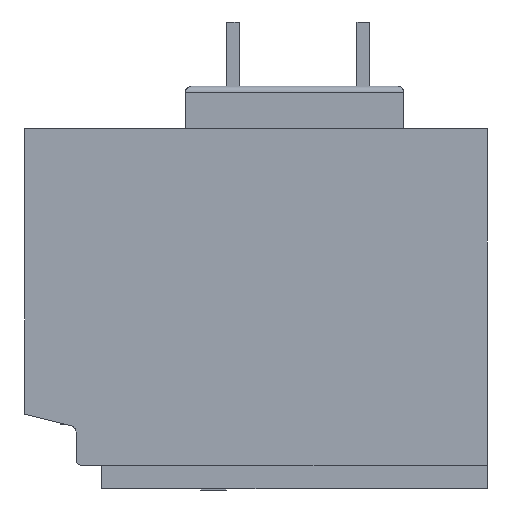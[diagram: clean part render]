
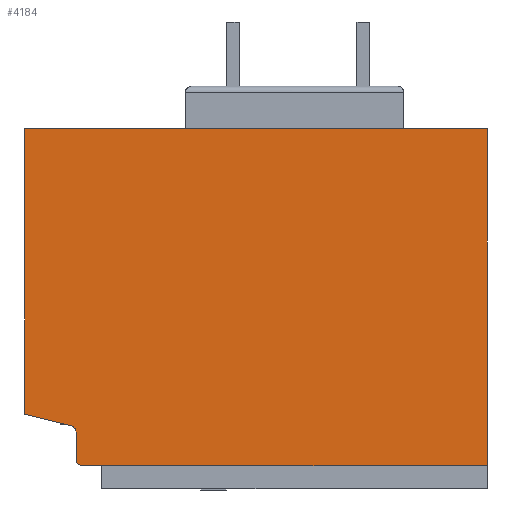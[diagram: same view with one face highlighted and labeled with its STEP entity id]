
A CAD part, left-side view. The second image highlights one B-rep face of the part: STEP entity #4184.
In plain terms, the highlighted planar face has unit normal (-1, 0, 0).
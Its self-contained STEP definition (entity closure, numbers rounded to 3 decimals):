
#78 = AXIS2_PLACEMENT_3D ( 'NONE', #2929, #5948, #9440 ) ;
#173 = VERTEX_POINT ( 'NONE', #10681 ) ;
#311 = CARTESIAN_POINT ( 'NONE',  ( -130., 135., 23. ) ) ;
#420 = ORIENTED_EDGE ( 'NONE', *, *, #768, .T. ) ;
#495 = DIRECTION ( 'NONE',  ( 1., 0., 0. ) ) ;
#665 = CIRCLE ( 'NONE', #78, 5. ) ;
#768 = EDGE_CURVE ( 'NONE', #3464, #173, #3076, .T. ) ;
#894 = EDGE_LOOP ( 'NONE', ( #420, #8682, #6793, #3718, #7437, #9531, #12118, #4681 ) ) ;
#1017 = DIRECTION ( 'NONE',  ( 0., 0., -1. ) ) ;
#1079 = LINE ( 'NONE', #3848, #1482 ) ;
#1222 = DIRECTION ( 'NONE',  ( 0., 0., -1. ) ) ;
#1266 = CIRCLE ( 'NONE', #3221, 5. ) ;
#1419 = LINE ( 'NONE', #5175, #4751 ) ;
#1482 = VECTOR ( 'NONE', #1017, 1000. ) ;
#1591 = CARTESIAN_POINT ( 'NONE',  ( -130., 135., 18. ) ) ;
#2203 = DIRECTION ( 'NONE',  ( 0., 0., -1. ) ) ;
#2238 = LINE ( 'NONE', #7835, #9452 ) ;
#2654 = DIRECTION ( 'NONE',  ( 0., -1., 0. ) ) ;
#2929 = CARTESIAN_POINT ( 'NONE',  ( -130., 145., 44.096 ) ) ;
#3076 = LINE ( 'NONE', #7698, #7346 ) ;
#3221 = AXIS2_PLACEMENT_3D ( 'NONE', #311, #495, #2203 ) ;
#3331 = VERTEX_POINT ( 'NONE', #11330 ) ;
#3453 = LINE ( 'NONE', #9110, #10943 ) ;
#3464 = VERTEX_POINT ( 'NONE', #6973 ) ;
#3523 = EDGE_CURVE ( 'NONE', #4121, #173, #2238, .T. ) ;
#3622 = FACE_OUTER_BOUND ( 'NONE', #894, .T. ) ;
#3691 = CARTESIAN_POINT ( 'NONE',  ( -130., -180., 280. ) ) ;
#3718 = ORIENTED_EDGE ( 'NONE', *, *, #4042, .F. ) ;
#3848 = CARTESIAN_POINT ( 'NONE',  ( -130., -180., 280. ) ) ;
#3904 = VECTOR ( 'NONE', #4360, 1000. ) ;
#4042 = EDGE_CURVE ( 'NONE', #4952, #4090, #1419, .T. ) ;
#4090 = VERTEX_POINT ( 'NONE', #7320 ) ;
#4121 = VERTEX_POINT ( 'NONE', #6401 ) ;
#4184 = ADVANCED_FACE ( 'NONE', ( #3622 ), #7386, .F. ) ;
#4360 = DIRECTION ( 'NONE',  ( 0., 1., 0. ) ) ;
#4681 = ORIENTED_EDGE ( 'NONE', *, *, #12043, .F. ) ;
#4751 = VECTOR ( 'NONE', #7997, 1000. ) ;
#4873 = EDGE_CURVE ( 'NONE', #4090, #4121, #665, .T. ) ;
#4952 = VERTEX_POINT ( 'NONE', #8955 ) ;
#5098 = LINE ( 'NONE', #1591, #3904 ) ;
#5175 = CARTESIAN_POINT ( 'NONE',  ( -130., 140., 44.096 ) ) ;
#5948 = DIRECTION ( 'NONE',  ( -1., 0., 0. ) ) ;
#6401 = CARTESIAN_POINT ( 'NONE',  ( -130., 143.787, 48.947 ) ) ;
#6793 = ORIENTED_EDGE ( 'NONE', *, *, #4873, .F. ) ;
#6973 = CARTESIAN_POINT ( 'NONE',  ( -130., 180., 280. ) ) ;
#7123 = AXIS2_PLACEMENT_3D ( 'NONE', #3691, #7444, #1222 ) ;
#7320 = CARTESIAN_POINT ( 'NONE',  ( -130., 140., 44.096 ) ) ;
#7346 = VECTOR ( 'NONE', #10579, 1000. ) ;
#7386 = PLANE ( 'NONE',  #7123 ) ;
#7437 = ORIENTED_EDGE ( 'NONE', *, *, #8442, .F. ) ;
#7444 = DIRECTION ( 'NONE',  ( 1., 0., 0. ) ) ;
#7596 = CARTESIAN_POINT ( 'NONE',  ( -130., 135., 18. ) ) ;
#7638 = EDGE_CURVE ( 'NONE', #12042, #3331, #1079, .T. ) ;
#7698 = CARTESIAN_POINT ( 'NONE',  ( -130., 180., 280. ) ) ;
#7835 = CARTESIAN_POINT ( 'NONE',  ( -130., 180., 58. ) ) ;
#7997 = DIRECTION ( 'NONE',  ( 0., 0., 1. ) ) ;
#8442 = EDGE_CURVE ( 'NONE', #10148, #4952, #1266, .T. ) ;
#8682 = ORIENTED_EDGE ( 'NONE', *, *, #3523, .F. ) ;
#8955 = CARTESIAN_POINT ( 'NONE',  ( -130., 140., 23. ) ) ;
#9110 = CARTESIAN_POINT ( 'NONE',  ( -130., -180., 280. ) ) ;
#9440 = DIRECTION ( 'NONE',  ( 0., 0., -1. ) ) ;
#9452 = VECTOR ( 'NONE', #11570, 1000. ) ;
#9531 = ORIENTED_EDGE ( 'NONE', *, *, #11073, .F. ) ;
#10148 = VERTEX_POINT ( 'NONE', #7596 ) ;
#10579 = DIRECTION ( 'NONE',  ( 0., 0., -1. ) ) ;
#10681 = CARTESIAN_POINT ( 'NONE',  ( -130., 180., 58. ) ) ;
#10943 = VECTOR ( 'NONE', #2654, 1000. ) ;
#11073 = EDGE_CURVE ( 'NONE', #3331, #10148, #5098, .T. ) ;
#11330 = CARTESIAN_POINT ( 'NONE',  ( -130., -180., 18. ) ) ;
#11570 = DIRECTION ( 'NONE',  ( 0., 0.97, 0.243 ) ) ;
#11869 = CARTESIAN_POINT ( 'NONE',  ( -130., -180., 280. ) ) ;
#12042 = VERTEX_POINT ( 'NONE', #11869 ) ;
#12043 = EDGE_CURVE ( 'NONE', #3464, #12042, #3453, .T. ) ;
#12118 = ORIENTED_EDGE ( 'NONE', *, *, #7638, .F. ) ;
